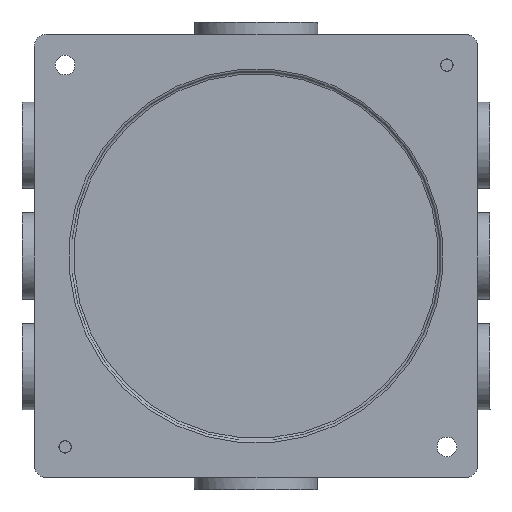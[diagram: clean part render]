
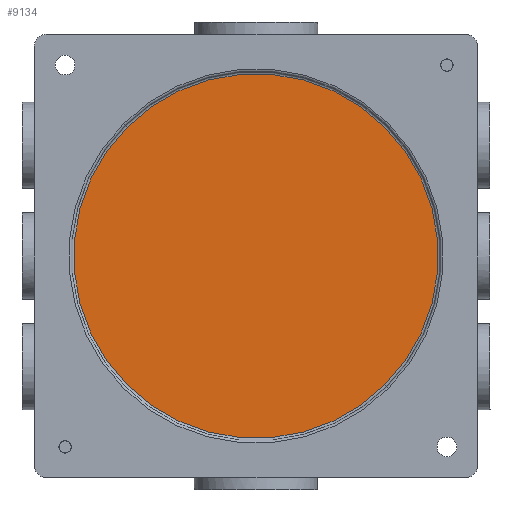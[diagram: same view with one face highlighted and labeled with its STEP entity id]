
A CAD part, front view. The second image highlights one B-rep face of the part: STEP entity #9134.
In plain terms, the highlighted planar face has unit normal (0, -1, 0).
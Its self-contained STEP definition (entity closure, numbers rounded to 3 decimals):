
#6776 = DIRECTION ( 'NONE',  ( 0., 0., -1. ) ) ;
#7617 = DIRECTION ( 'NONE',  ( 0., -1., 0. ) ) ;
#7955 = ORIENTED_EDGE ( 'NONE', *, *, #26544, .T. ) ;
#8360 = DIRECTION ( 'NONE',  ( 0., -1., 0. ) ) ;
#8709 = AXIS2_PLACEMENT_3D ( 'NONE', #22313, #19329, #6776 ) ;
#9134 = ADVANCED_FACE ( 'NONE', ( #10826 ), #28559, .T. ) ;
#10816 = VERTEX_POINT ( 'NONE', #11039 ) ;
#10826 = FACE_OUTER_BOUND ( 'NONE', #25313, .T. ) ;
#11016 = CARTESIAN_POINT ( 'NONE',  ( 0., -45.5, 0. ) ) ;
#11039 = CARTESIAN_POINT ( 'NONE',  ( 0., -45.5, -74. ) ) ;
#11568 = AXIS2_PLACEMENT_3D ( 'NONE', #11016, #8360, #26099 ) ;
#13771 = CARTESIAN_POINT ( 'NONE',  ( 0., -45.5, 74. ) ) ;
#14053 = EDGE_CURVE ( 'NONE', #20741, #10816, #32523, .T. ) ;
#15462 = AXIS2_PLACEMENT_3D ( 'NONE', #24915, #7617, #17414 ) ;
#17414 = DIRECTION ( 'NONE',  ( 0., 0., -1. ) ) ;
#19329 = DIRECTION ( 'NONE',  ( 0., -1., 0. ) ) ;
#19944 = CIRCLE ( 'NONE', #15462, 74. ) ;
#20741 = VERTEX_POINT ( 'NONE', #13771 ) ;
#22313 = CARTESIAN_POINT ( 'NONE',  ( 0., -45.5, 0. ) ) ;
#24915 = CARTESIAN_POINT ( 'NONE',  ( 0., -45.5, 0. ) ) ;
#25313 = EDGE_LOOP ( 'NONE', ( #7955, #31643 ) ) ;
#26099 = DIRECTION ( 'NONE',  ( 0., 0., -1. ) ) ;
#26544 = EDGE_CURVE ( 'NONE', #10816, #20741, #19944, .T. ) ;
#28559 = PLANE ( 'NONE',  #11568 ) ;
#31643 = ORIENTED_EDGE ( 'NONE', *, *, #14053, .T. ) ;
#32523 = CIRCLE ( 'NONE', #8709, 74. ) ;
